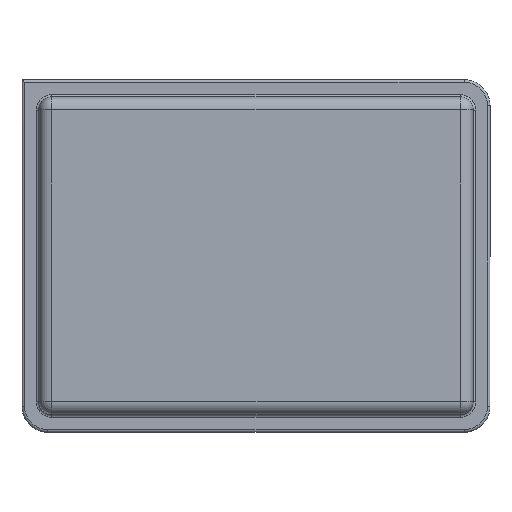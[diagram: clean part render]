
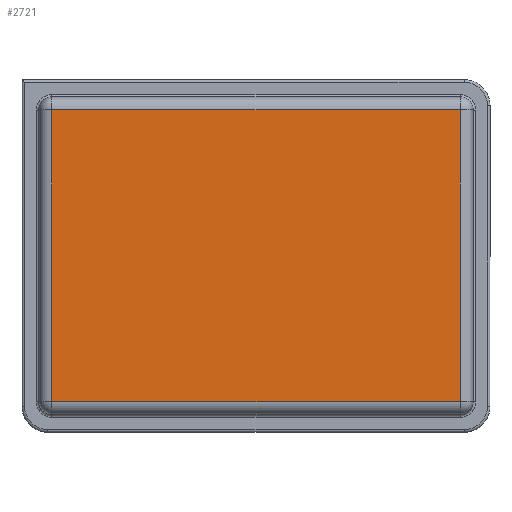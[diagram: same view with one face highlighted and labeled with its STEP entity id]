
A CAD part, top view. The second image highlights one B-rep face of the part: STEP entity #2721.
In plain terms, the highlighted planar face has unit normal (0, 0, 1).
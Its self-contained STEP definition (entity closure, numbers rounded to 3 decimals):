
#2468=CARTESIAN_POINT('',(-15.75,11.25,15.5));
#2469=VERTEX_POINT('',#2468);
#2477=CARTESIAN_POINT('',(15.75,11.25,15.5));
#2478=VERTEX_POINT('',#2477);
#2479=CARTESIAN_POINT('',(-15.75,11.25,15.5));
#2480=DIRECTION('',(1.0,0.0,0.0));
#2481=VECTOR('',#2480,31.5);
#2482=LINE('',#2479,#2481);
#2483=EDGE_CURVE('',#2469,#2478,#2482,.T.);
#2508=CARTESIAN_POINT('',(15.75,-11.25,15.5));
#2509=VERTEX_POINT('',#2508);
#2510=CARTESIAN_POINT('',(15.75,11.25,15.5));
#2511=DIRECTION('',(0.0,-1.0,0.0));
#2512=VECTOR('',#2511,22.5);
#2513=LINE('',#2510,#2512);
#2514=EDGE_CURVE('',#2478,#2509,#2513,.T.);
#2539=CARTESIAN_POINT('',(-15.75,-11.25,15.5));
#2540=VERTEX_POINT('',#2539);
#2541=CARTESIAN_POINT('',(15.75,-11.25,15.5));
#2542=DIRECTION('',(-1.0,0.0,0.0));
#2543=VECTOR('',#2542,31.5);
#2544=LINE('',#2541,#2543);
#2545=EDGE_CURVE('',#2509,#2540,#2544,.T.);
#2590=CARTESIAN_POINT('',(-15.75,-11.25,15.5));
#2591=DIRECTION('',(0.0,1.0,0.0));
#2592=VECTOR('',#2591,22.5);
#2593=LINE('',#2590,#2592);
#2594=EDGE_CURVE('',#2540,#2469,#2593,.T.);
#2710=CARTESIAN_POINT('',(0.,0.,15.5));
#2711=DIRECTION('',(0.0,0.0,1.0));
#2712=DIRECTION('',(-1.0,0.0,0.0));
#2713=AXIS2_PLACEMENT_3D('',#2710,#2711,#2712);
#2714=PLANE('',#2713);
#2715=ORIENTED_EDGE('',*,*,#2483,.F.);
#2716=ORIENTED_EDGE('',*,*,#2594,.F.);
#2717=ORIENTED_EDGE('',*,*,#2545,.F.);
#2718=ORIENTED_EDGE('',*,*,#2514,.F.);
#2719=EDGE_LOOP('',(#2715,#2716,#2717,#2718));
#2720=FACE_OUTER_BOUND('',#2719,.T.);
#2721=ADVANCED_FACE('',(#2720),#2714,.T.);
